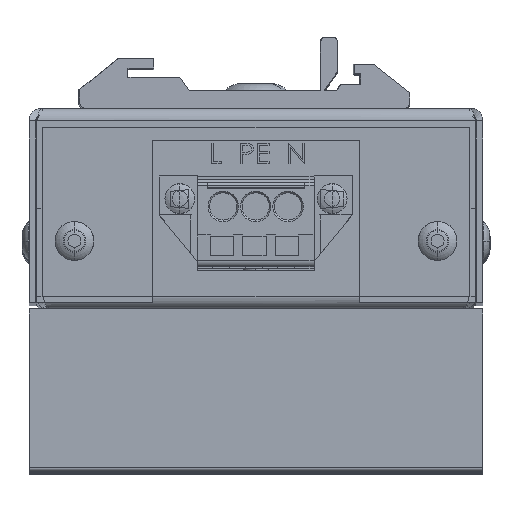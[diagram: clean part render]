
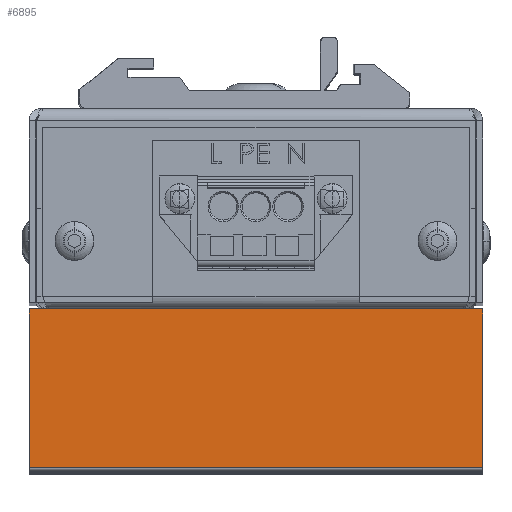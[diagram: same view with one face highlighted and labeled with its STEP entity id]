
A CAD part, top view. The second image highlights one B-rep face of the part: STEP entity #6895.
In plain terms, the highlighted planar face has unit normal (0, 0, 1).
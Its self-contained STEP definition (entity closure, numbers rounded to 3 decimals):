
#41 = EDGE_CURVE ( 'NONE', #14073, #18135, #2164, .T. ) ;
#1212 = LINE ( 'NONE', #15239, #11237 ) ;
#2164 = LINE ( 'NONE', #13473, #10101 ) ;
#3366 = DIRECTION ( 'NONE',  ( 1., 0., 0. ) ) ;
#3372 = FACE_OUTER_BOUND ( 'NONE', #10439, .T. ) ;
#3464 = VECTOR ( 'NONE', #19332, 1000. ) ;
#3752 = VERTEX_POINT ( 'NONE', #5269 ) ;
#3823 = DIRECTION ( 'NONE',  ( 0., -1., 0. ) ) ;
#3878 = CARTESIAN_POINT ( 'NONE',  ( 0., 0., 0. ) ) ;
#4514 = EDGE_CURVE ( 'NONE', #21700, #18135, #1212, .T. ) ;
#5269 = CARTESIAN_POINT ( 'NONE',  ( -70., 0., 0. ) ) ;
#5824 = CARTESIAN_POINT ( 'NONE',  ( -70., 0., 0. ) ) ;
#5832 = DIRECTION ( 'NONE',  ( 0., -1., 0. ) ) ;
#6285 = EDGE_CURVE ( 'NONE', #3752, #14073, #20332, .T. ) ;
#6895 = ADVANCED_FACE ( 'NONE', ( #3372 ), #10829, .T. ) ;
#7654 = CARTESIAN_POINT ( 'NONE',  ( 0., -24.5, 0. ) ) ;
#9201 = CARTESIAN_POINT ( 'NONE',  ( -70., 0., 0. ) ) ;
#10101 = VECTOR ( 'NONE', #3366, 1000. ) ;
#10439 = EDGE_LOOP ( 'NONE', ( #14025, #14271, #15724, #14457 ) ) ;
#10590 = LINE ( 'NONE', #5824, #3464 ) ;
#10829 = PLANE ( 'NONE',  #15341 ) ;
#10903 = DIRECTION ( 'NONE',  ( 0., 0., 1. ) ) ;
#11237 = VECTOR ( 'NONE', #3823, 1000. ) ;
#11460 = EDGE_CURVE ( 'NONE', #3752, #21700, #10590, .T. ) ;
#12633 = DIRECTION ( 'NONE',  ( 0., -1., 0. ) ) ;
#13473 = CARTESIAN_POINT ( 'NONE',  ( -70., -24.5, 0. ) ) ;
#14025 = ORIENTED_EDGE ( 'NONE', *, *, #4514, .F. ) ;
#14073 = VERTEX_POINT ( 'NONE', #21478 ) ;
#14271 = ORIENTED_EDGE ( 'NONE', *, *, #11460, .F. ) ;
#14457 = ORIENTED_EDGE ( 'NONE', *, *, #41, .T. ) ;
#15239 = CARTESIAN_POINT ( 'NONE',  ( 0., 0., 0. ) ) ;
#15341 = AXIS2_PLACEMENT_3D ( 'NONE', #17424, #10903, #5832 ) ;
#15724 = ORIENTED_EDGE ( 'NONE', *, *, #6285, .T. ) ;
#17424 = CARTESIAN_POINT ( 'NONE',  ( -70., 0., 0. ) ) ;
#18135 = VERTEX_POINT ( 'NONE', #7654 ) ;
#19332 = DIRECTION ( 'NONE',  ( 1., 0., 0. ) ) ;
#19521 = VECTOR ( 'NONE', #12633, 1000. ) ;
#20332 = LINE ( 'NONE', #9201, #19521 ) ;
#21478 = CARTESIAN_POINT ( 'NONE',  ( -70., -24.5, 0. ) ) ;
#21700 = VERTEX_POINT ( 'NONE', #3878 ) ;
